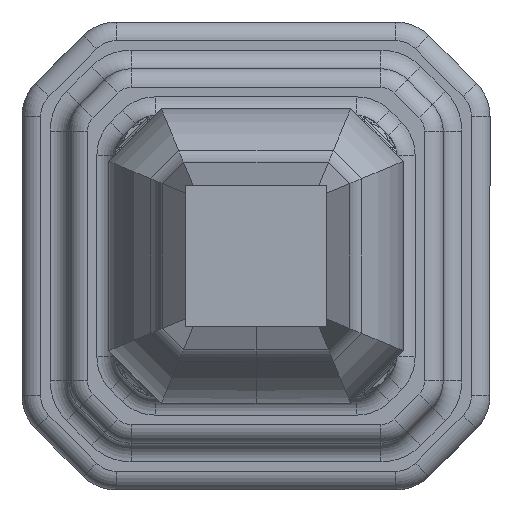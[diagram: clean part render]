
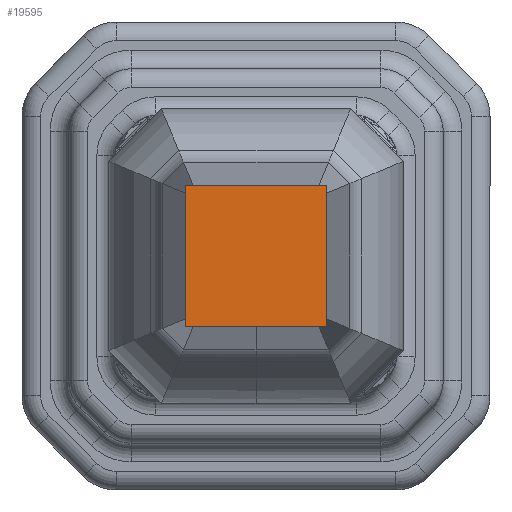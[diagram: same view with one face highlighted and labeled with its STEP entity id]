
A CAD part, front view. The second image highlights one B-rep face of the part: STEP entity #19595.
In plain terms, the highlighted planar face has unit normal (0, -1, 0).
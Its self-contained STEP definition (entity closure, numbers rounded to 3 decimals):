
#1466 = CARTESIAN_POINT ( 'NONE',  ( -7.5, -500., 7.5 ) ) ;
#2033 = AXIS2_PLACEMENT_3D ( 'NONE', #13882, #14077, #16160 ) ;
#2359 = LINE ( 'NONE', #9850, #9352 ) ;
#4100 = EDGE_CURVE ( 'NONE', #13733, #26502, #18554, .T. ) ;
#4686 = CARTESIAN_POINT ( 'NONE',  ( 7.5, -500., -7.5 ) ) ;
#5286 = VERTEX_POINT ( 'NONE', #1466 ) ;
#6133 = DIRECTION ( 'NONE',  ( 0., 0., -1. ) ) ;
#7576 = DIRECTION ( 'NONE',  ( 0., 0., 1. ) ) ;
#8920 = EDGE_CURVE ( 'NONE', #26502, #5286, #2359, .T. ) ;
#9352 = VECTOR ( 'NONE', #7576, 1000. ) ;
#9850 = CARTESIAN_POINT ( 'NONE',  ( -7.5, -500., 7.5 ) ) ;
#10534 = VERTEX_POINT ( 'NONE', #24203 ) ;
#10791 = VECTOR ( 'NONE', #11397, 1000. ) ;
#11052 = CARTESIAN_POINT ( 'NONE',  ( -7.5, -500., -7.5 ) ) ;
#11397 = DIRECTION ( 'NONE',  ( 1., 0., 0. ) ) ;
#11603 = EDGE_CURVE ( 'NONE', #10534, #13733, #18541, .T. ) ;
#13419 = ORIENTED_EDGE ( 'NONE', *, *, #8920, .F. ) ;
#13681 = ORIENTED_EDGE ( 'NONE', *, *, #18670, .F. ) ;
#13733 = VERTEX_POINT ( 'NONE', #4686 ) ;
#13882 = CARTESIAN_POINT ( 'NONE',  ( 0., -500., 0. ) ) ;
#14077 = DIRECTION ( 'NONE',  ( 0., -1., 0. ) ) ;
#16160 = DIRECTION ( 'NONE',  ( 0., 0., -1. ) ) ;
#17887 = VECTOR ( 'NONE', #6133, 1000. ) ;
#18541 = LINE ( 'NONE', #27582, #17887 ) ;
#18554 = LINE ( 'NONE', #20766, #21557 ) ;
#18670 = EDGE_CURVE ( 'NONE', #5286, #10534, #25854, .T. ) ;
#19595 = ADVANCED_FACE ( 'NONE', ( #24495 ), #22699, .T. ) ;
#20264 = ORIENTED_EDGE ( 'NONE', *, *, #11603, .F. ) ;
#20766 = CARTESIAN_POINT ( 'NONE',  ( -7.5, -500., -7.5 ) ) ;
#21557 = VECTOR ( 'NONE', #22810, 1000. ) ;
#22699 = PLANE ( 'NONE',  #2033 ) ;
#22810 = DIRECTION ( 'NONE',  ( -1., 0., 0. ) ) ;
#24203 = CARTESIAN_POINT ( 'NONE',  ( 7.5, -500., 7.5 ) ) ;
#24231 = ORIENTED_EDGE ( 'NONE', *, *, #4100, .F. ) ;
#24405 = CARTESIAN_POINT ( 'NONE',  ( -7.5, -500., 7.5 ) ) ;
#24495 = FACE_OUTER_BOUND ( 'NONE', #25022, .T. ) ;
#25022 = EDGE_LOOP ( 'NONE', ( #20264, #13681, #13419, #24231 ) ) ;
#25854 = LINE ( 'NONE', #24405, #10791 ) ;
#26502 = VERTEX_POINT ( 'NONE', #11052 ) ;
#27582 = CARTESIAN_POINT ( 'NONE',  ( 7.5, -500., 7.5 ) ) ;
